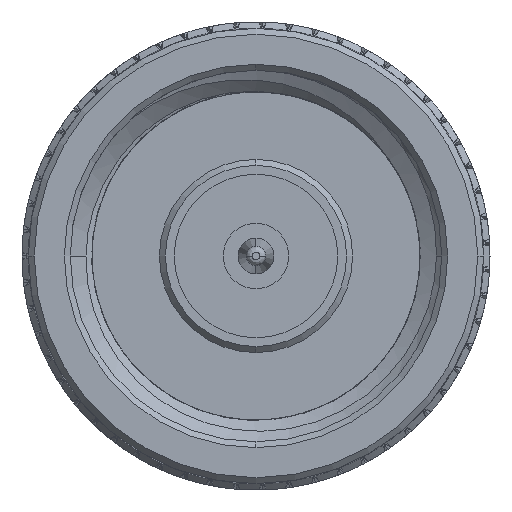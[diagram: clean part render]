
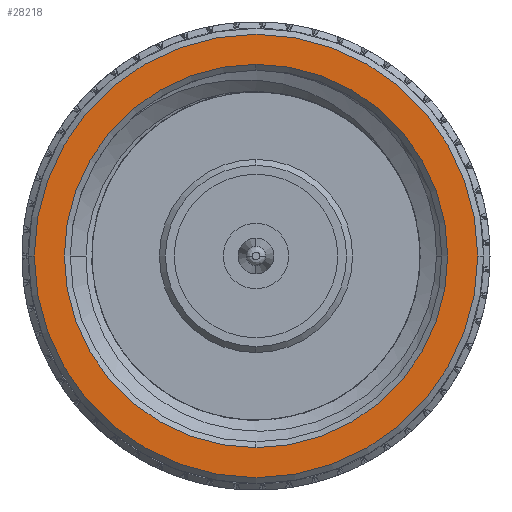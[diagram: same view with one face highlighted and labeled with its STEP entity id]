
A CAD part, left-side view. The second image highlights one B-rep face of the part: STEP entity #28218.
In plain terms, the highlighted planar face has unit normal (-1, 0, 0).
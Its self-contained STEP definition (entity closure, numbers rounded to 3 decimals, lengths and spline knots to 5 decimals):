
#2884 = VERTEX_POINT ( 'NONE', #82602 ) ;
#7050 = CARTESIAN_POINT ( 'NONE',  ( 0., 0.38309, 0. ) ) ;
#9222 = DIRECTION ( 'NONE',  ( 1., 0., 0. ) ) ;
#9542 = DIRECTION ( 'NONE',  ( 0., 0., 1. ) ) ;
#13134 = CARTESIAN_POINT ( 'NONE',  ( 0., 0., 0. ) ) ;
#14026 = VERTEX_POINT ( 'NONE', #47756 ) ;
#23378 = EDGE_CURVE ( 'NONE', #28027, #14026, #26634, .T. ) ;
#23699 = AXIS2_PLACEMENT_3D ( 'NONE', #77043, #9222, #9542 ) ;
#24919 = CARTESIAN_POINT ( 'NONE',  ( 0., 0., 0.3225 ) ) ;
#26634 = CIRCLE ( 'NONE', #23699, 0.3225 ) ;
#28027 = VERTEX_POINT ( 'NONE', #24919 ) ;
#28218 = ADVANCED_FACE ( 'NONE', ( #55874, #51143 ), #74577, .T. ) ;
#28414 = EDGE_CURVE ( 'NONE', #2884, #59620, #40408, .T. ) ;
#29412 = ORIENTED_EDGE ( 'NONE', *, *, #28414, .T. ) ;
#29443 = DIRECTION ( 'NONE',  ( -1., 0., 0. ) ) ;
#34759 = AXIS2_PLACEMENT_3D ( 'NONE', #39890, #92540, #47105 ) ;
#36402 = ORIENTED_EDGE ( 'NONE', *, *, #23378, .T. ) ;
#37133 = EDGE_LOOP ( 'NONE', ( #50656, #29412 ) ) ;
#39890 = CARTESIAN_POINT ( 'NONE',  ( 0., 0., 0. ) ) ;
#40408 = CIRCLE ( 'NONE', #34759, 0.37309 ) ;
#41748 = AXIS2_PLACEMENT_3D ( 'NONE', #13134, #95734, #43374 ) ;
#43374 = DIRECTION ( 'NONE',  ( 0., 1., 0. ) ) ;
#43569 = DIRECTION ( 'NONE',  ( 0., -1., 0. ) ) ;
#46060 = DIRECTION ( 'NONE',  ( 0., 0., 1. ) ) ;
#46389 = CARTESIAN_POINT ( 'NONE',  ( 0., 0., 0. ) ) ;
#47105 = DIRECTION ( 'NONE',  ( 0., 1., 0. ) ) ;
#47756 = CARTESIAN_POINT ( 'NONE',  ( 0., 0., -0.3225 ) ) ;
#50656 = ORIENTED_EDGE ( 'NONE', *, *, #74285, .T. ) ;
#51143 = FACE_BOUND ( 'NONE', #94359, .T. ) ;
#55874 = FACE_OUTER_BOUND ( 'NONE', #37133, .T. ) ;
#58869 = EDGE_CURVE ( 'NONE', #14026, #28027, #94375, .T. ) ;
#59620 = VERTEX_POINT ( 'NONE', #82336 ) ;
#68263 = AXIS2_PLACEMENT_3D ( 'NONE', #7050, #29443, #43569 ) ;
#74285 = EDGE_CURVE ( 'NONE', #59620, #2884, #91408, .T. ) ;
#74577 = PLANE ( 'NONE',  #68263 ) ;
#76094 = DIRECTION ( 'NONE',  ( 1., 0., 0. ) ) ;
#77043 = CARTESIAN_POINT ( 'NONE',  ( 0., 0., 0. ) ) ;
#80480 = ORIENTED_EDGE ( 'NONE', *, *, #58869, .T. ) ;
#82336 = CARTESIAN_POINT ( 'NONE',  ( 0., 0.37309, 0. ) ) ;
#82602 = CARTESIAN_POINT ( 'NONE',  ( 0., -0.37309, 0. ) ) ;
#91408 = CIRCLE ( 'NONE', #41748, 0.37309 ) ;
#92302 = AXIS2_PLACEMENT_3D ( 'NONE', #46389, #76094, #46060 ) ;
#92540 = DIRECTION ( 'NONE',  ( -1., 0., 0. ) ) ;
#94359 = EDGE_LOOP ( 'NONE', ( #36402, #80480 ) ) ;
#94375 = CIRCLE ( 'NONE', #92302, 0.3225 ) ;
#95734 = DIRECTION ( 'NONE',  ( -1., 0., 0. ) ) ;
